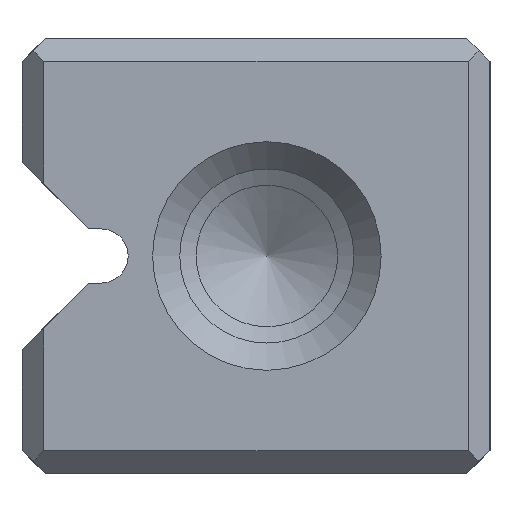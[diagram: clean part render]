
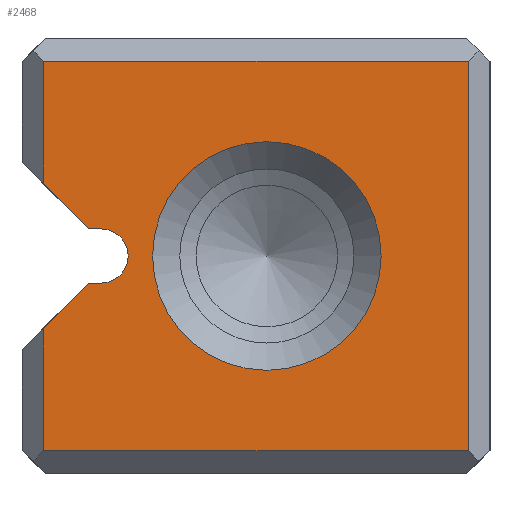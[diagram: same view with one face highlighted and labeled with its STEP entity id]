
A CAD part, left-side view. The second image highlights one B-rep face of the part: STEP entity #2468.
In plain terms, the highlighted planar face has unit normal (-1, 0, 0).
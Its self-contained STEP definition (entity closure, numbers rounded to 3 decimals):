
#2468=ADVANCED_FACE('',(#3377,#3378),#2853,.T.);
#2853=PLANE('',#8852);
#3098=CIRCLE('',#8850,2.1);
#3099=CIRCLE('',#8851,0.5);
#3377=FACE_BOUND('',#3577,.T.);
#3378=FACE_BOUND('',#3578,.T.);
#3577=EDGE_LOOP('',(#4311));
#3578=EDGE_LOOP('',(#4312,#4313,#4314,#4315,#4316,#4317,#4318,#4319,#4320,
#4321));
#4311=ORIENTED_EDGE('',*,*,#6823,.T.);
#4312=ORIENTED_EDGE('',*,*,#6824,.T.);
#4313=ORIENTED_EDGE('',*,*,#6825,.T.);
#4314=ORIENTED_EDGE('',*,*,#6826,.T.);
#4315=ORIENTED_EDGE('',*,*,#6827,.T.);
#4316=ORIENTED_EDGE('',*,*,#6828,.T.);
#4317=ORIENTED_EDGE('',*,*,#6829,.T.);
#4318=ORIENTED_EDGE('',*,*,#6830,.T.);
#4319=ORIENTED_EDGE('',*,*,#6831,.F.);
#4320=ORIENTED_EDGE('',*,*,#6832,.F.);
#4321=ORIENTED_EDGE('',*,*,#6833,.T.);
#6167=VERTEX_POINT('',#11399);
#6168=VERTEX_POINT('',#11401);
#6169=VERTEX_POINT('',#11402);
#6170=VERTEX_POINT('',#11404);
#6171=VERTEX_POINT('',#11406);
#6172=VERTEX_POINT('',#11408);
#6173=VERTEX_POINT('',#11410);
#6174=VERTEX_POINT('',#11412);
#6175=VERTEX_POINT('',#11414);
#6176=VERTEX_POINT('',#11416);
#6177=VERTEX_POINT('',#11418);
#6823=EDGE_CURVE('',#6167,#6167,#3098,.T.);
#6824=EDGE_CURVE('',#6168,#6169,#7669,.T.);
#6825=EDGE_CURVE('',#6169,#6170,#7670,.T.);
#6826=EDGE_CURVE('',#6170,#6171,#7671,.T.);
#6827=EDGE_CURVE('',#6171,#6172,#7672,.T.);
#6828=EDGE_CURVE('',#6172,#6173,#7673,.T.);
#6829=EDGE_CURVE('',#6173,#6174,#7674,.T.);
#6830=EDGE_CURVE('',#6174,#6175,#3099,.T.);
#6831=EDGE_CURVE('',#6176,#6175,#7675,.T.);
#6832=EDGE_CURVE('',#6177,#6176,#7676,.T.);
#6833=EDGE_CURVE('',#6177,#6168,#7677,.T.);
#7669=LINE('',#11400,#8339);
#7670=LINE('',#11403,#8340);
#7671=LINE('',#11405,#8341);
#7672=LINE('',#11407,#8342);
#7673=LINE('',#11409,#8343);
#7674=LINE('',#11411,#8344);
#7675=LINE('',#11415,#8345);
#7676=LINE('',#11417,#8346);
#7677=LINE('',#11419,#8347);
#8339=VECTOR('',#9423,1.);
#8340=VECTOR('',#9424,1.);
#8341=VECTOR('',#9425,1.);
#8342=VECTOR('',#9426,1.);
#8343=VECTOR('',#9427,1.);
#8344=VECTOR('',#9428,1.);
#8345=VECTOR('',#9431,1.);
#8346=VECTOR('',#9432,1.);
#8347=VECTOR('',#9433,1.);
#8850=AXIS2_PLACEMENT_3D('',#11398,#9421,#9422);
#8851=AXIS2_PLACEMENT_3D('',#11413,#9429,#9430);
#8852=AXIS2_PLACEMENT_3D('',#11420,#9434,#9435);
#9421=DIRECTION('',(1.,0.,0.));
#9422=DIRECTION('',(0.,0.,-1.));
#9423=DIRECTION('',(0.,-1.,0.));
#9424=DIRECTION('',(0.,0.,1.));
#9425=DIRECTION('',(0.,1.,0.));
#9426=DIRECTION('',(0.,0.,-1.));
#9427=DIRECTION('',(0.,-0.707,-0.707));
#9428=DIRECTION('',(0.,-1.,0.));
#9429=DIRECTION('',(1.,0.,0.));
#9430=DIRECTION('',(0.,0.,1.));
#9431=DIRECTION('',(0.,-1.,0.));
#9432=DIRECTION('',(0.,-0.707,0.707));
#9433=DIRECTION('',(0.,0.,-1.));
#9434=DIRECTION('',(-1.,0.,0.));
#9435=DIRECTION('',(0.,0.,-1.));
#11398=CARTESIAN_POINT('',(0.,4.1,4.));
#11399=CARTESIAN_POINT('',(0.,4.1,1.9));
#11400=CARTESIAN_POINT('',(0.,4.3,0.425));
#11401=CARTESIAN_POINT('',(0.,8.2,0.425));
#11402=CARTESIAN_POINT('',(0.,0.4,0.425));
#11403=CARTESIAN_POINT('',(0.,0.4,0.));
#11404=CARTESIAN_POINT('',(0.,0.4,7.575));
#11405=CARTESIAN_POINT('',(0.,4.3,7.575));
#11406=CARTESIAN_POINT('',(0.,8.2,7.575));
#11407=CARTESIAN_POINT('',(0.,8.2,0.));
#11408=CARTESIAN_POINT('',(0.,8.2,5.321));
#11409=CARTESIAN_POINT('',(0.,8.6,5.721));
#11410=CARTESIAN_POINT('',(0.,7.379,4.5));
#11411=CARTESIAN_POINT('',(0.,6.65,4.5));
#11412=CARTESIAN_POINT('',(0.,7.15,4.5));
#11413=CARTESIAN_POINT('',(0.,7.15,4.));
#11414=CARTESIAN_POINT('',(0.,7.15,3.5));
#11415=CARTESIAN_POINT('',(0.,6.65,3.5));
#11416=CARTESIAN_POINT('',(0.,7.379,3.5));
#11417=CARTESIAN_POINT('',(0.,8.6,2.279));
#11418=CARTESIAN_POINT('',(0.,8.2,2.679));
#11419=CARTESIAN_POINT('',(0.,8.2,0.));
#11420=CARTESIAN_POINT('',(0.,4.3,0.));
